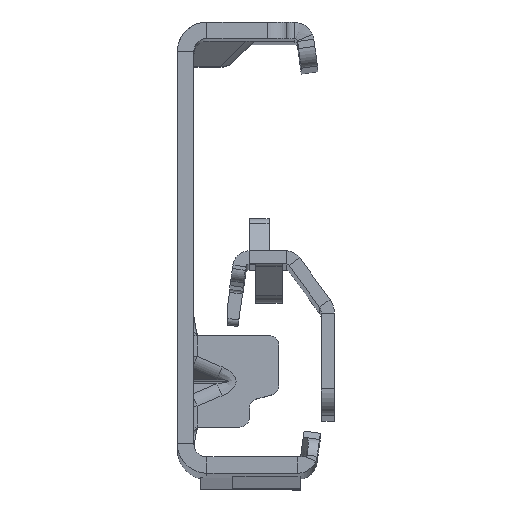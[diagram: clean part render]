
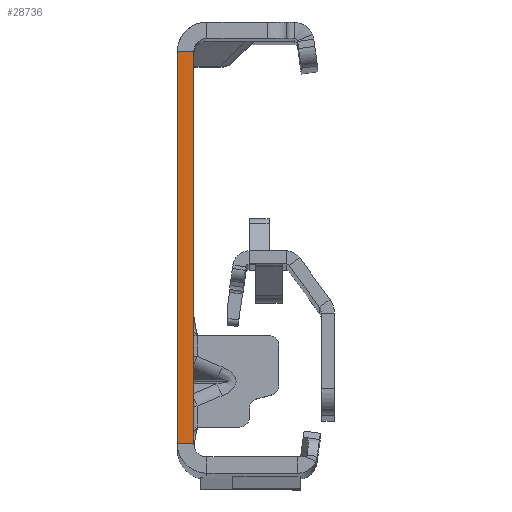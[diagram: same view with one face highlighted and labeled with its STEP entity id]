
A CAD part, top view. The second image highlights one B-rep face of the part: STEP entity #28736.
In plain terms, the highlighted planar face has unit normal (0, 0, 1).
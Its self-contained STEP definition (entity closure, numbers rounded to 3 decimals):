
#225 = VERTEX_POINT ( 'NONE', #34483 ) ;
#1350 = CARTESIAN_POINT ( 'NONE',  ( 0., -32., 0. ) ) ;
#2094 = PLANE ( 'NONE',  #36865 ) ;
#2779 = ORIENTED_EDGE ( 'NONE', *, *, #11109, .T. ) ;
#6141 = CARTESIAN_POINT ( 'NONE',  ( 0., -30., 0. ) ) ;
#6402 = VECTOR ( 'NONE', #7534, 1000. ) ;
#7445 = VECTOR ( 'NONE', #42213, 1000. ) ;
#7534 = DIRECTION ( 'NONE',  ( -1., 0., 0. ) ) ;
#11109 = EDGE_CURVE ( 'NONE', #46857, #42311, #22963, .T. ) ;
#13143 = EDGE_CURVE ( 'NONE', #42311, #225, #40297, .T. ) ;
#16458 = EDGE_LOOP ( 'NONE', ( #48706, #2779, #46022, #21859 ) ) ;
#17043 = CARTESIAN_POINT ( 'NONE',  ( -2.5, -32., 0. ) ) ;
#17314 = EDGE_CURVE ( 'NONE', #46857, #19537, #39208, .T. ) ;
#17354 = LINE ( 'NONE', #6141, #27017 ) ;
#17597 = DIRECTION ( 'NONE',  ( 0., -1., 0. ) ) ;
#19537 = VERTEX_POINT ( 'NONE', #45204 ) ;
#21319 = CARTESIAN_POINT ( 'NONE',  ( -2.5, -32., 0. ) ) ;
#21859 = ORIENTED_EDGE ( 'NONE', *, *, #29195, .F. ) ;
#21989 = VECTOR ( 'NONE', #17597, 1000. ) ;
#22963 = LINE ( 'NONE', #37456, #6402 ) ;
#24549 = DIRECTION ( 'NONE',  ( 1., 0., 0. ) ) ;
#27017 = VECTOR ( 'NONE', #29054, 1000. ) ;
#28736 = ADVANCED_FACE ( 'NONE', ( #31762 ), #2094, .T. ) ;
#29054 = DIRECTION ( 'NONE',  ( -1., 0., 0. ) ) ;
#29195 = EDGE_CURVE ( 'NONE', #19537, #225, #17354, .T. ) ;
#31762 = FACE_OUTER_BOUND ( 'NONE', #16458, .T. ) ;
#34483 = CARTESIAN_POINT ( 'NONE',  ( -2.5, -30., 0. ) ) ;
#36865 = AXIS2_PLACEMENT_3D ( 'NONE', #17043, #43959, #24549 ) ;
#37456 = CARTESIAN_POINT ( 'NONE',  ( 0., 30., 0. ) ) ;
#39208 = LINE ( 'NONE', #1350, #7445 ) ;
#40297 = LINE ( 'NONE', #21319, #21989 ) ;
#42213 = DIRECTION ( 'NONE',  ( 0., -1., 0. ) ) ;
#42311 = VERTEX_POINT ( 'NONE', #44495 ) ;
#43959 = DIRECTION ( 'NONE',  ( 0., 0., 1. ) ) ;
#44495 = CARTESIAN_POINT ( 'NONE',  ( -2.5, 30., 0. ) ) ;
#45204 = CARTESIAN_POINT ( 'NONE',  ( 0., -30., 0. ) ) ;
#46022 = ORIENTED_EDGE ( 'NONE', *, *, #13143, .T. ) ;
#46857 = VERTEX_POINT ( 'NONE', #48690 ) ;
#48690 = CARTESIAN_POINT ( 'NONE',  ( 0., 30., 0. ) ) ;
#48706 = ORIENTED_EDGE ( 'NONE', *, *, #17314, .F. ) ;
